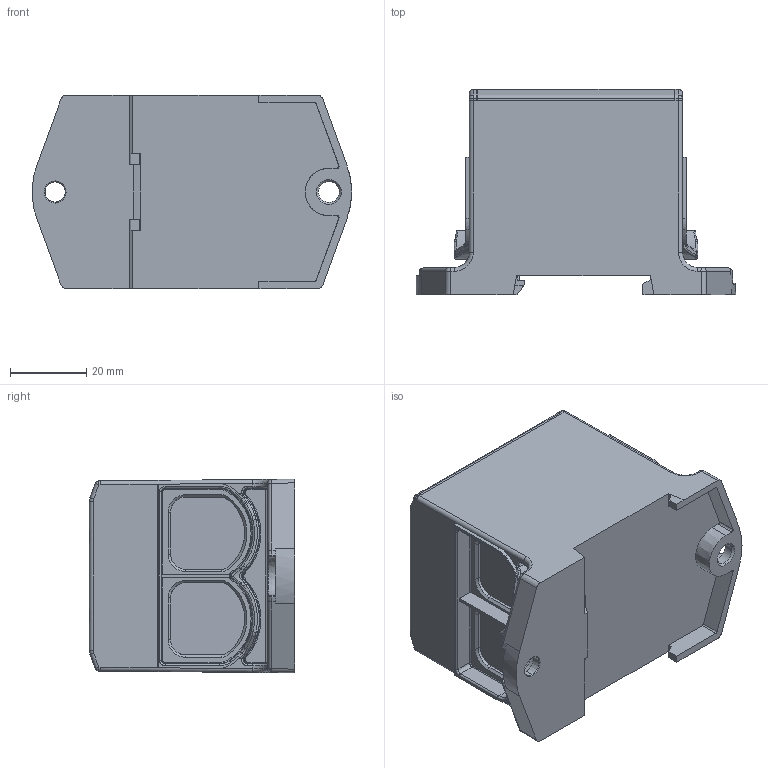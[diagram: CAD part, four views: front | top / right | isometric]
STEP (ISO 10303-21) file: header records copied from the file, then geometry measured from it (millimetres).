
FILE_DESCRIPTION(('Creo Elements/Direct Modeling STEP Export'),'2;1');
FILE_NAME('VC05-0031_OTL_2x150_Grey.stp','2023-03-14T14:53:12',(''),(''),'Creo Elements/Direct Modeling STEP processor for AP214 (Solid Model)','Creo Elements/Direct Modeling 20.1D 10-Oct-2020 (C) Parametric Technology GmbH','');
FILE_SCHEMA(('AUTOMOTIVE_DESIGN { 1 0 10303 214 1 1 1 1 }'));
Products named in the file (2): Kotelo_2x120_150_1
Assembly tree (1 placements, depth 2):
  Kotelo_2x120_150_1
    Kotelo_2x120_150_1
Bounding box: 83.95 x 54 x 50.89 mm (x, y, z)
Volume: 135086.2 mm3; surface area: 24055.4 mm2
Topology: 1 solids, 1 shells, 1552 faces, 4200 edges, 2691 vertices
Faces by surface type: plane 1065, cylinder 214, bspline 197, cone 53, torus 19, sphere 4
Entity records: 75769 total; most frequent: CARTESIAN_POINT 38842, ORIENTED_EDGE 8392, DIRECTION 6558, EDGE_CURVE 4196, VECTOR 3198, LINE 3198, VERTEX_POINT 2691, AXIS2_PLACEMENT_3D 1680
